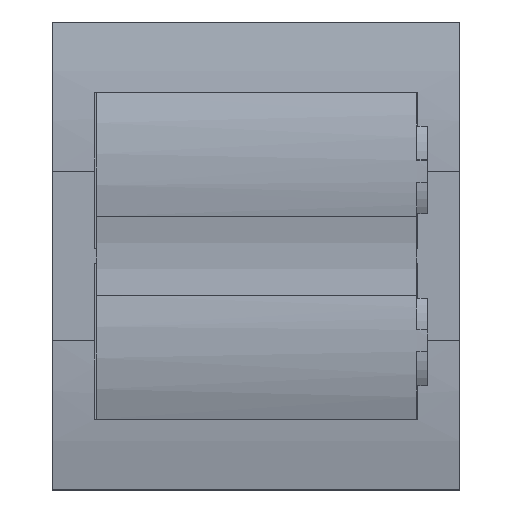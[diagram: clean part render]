
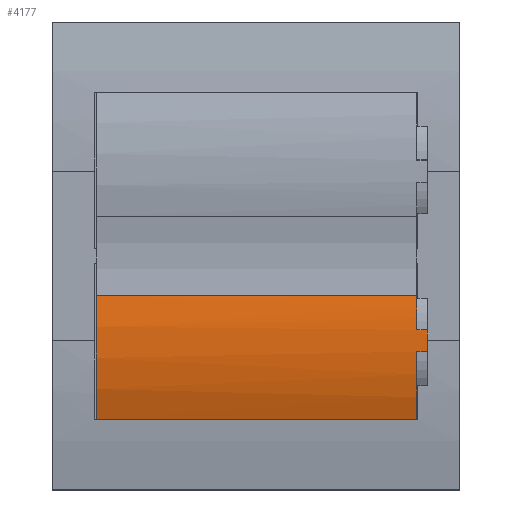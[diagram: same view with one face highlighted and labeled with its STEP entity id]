
A CAD part, top view. The second image highlights one B-rep face of the part: STEP entity #4177.
In plain terms, the highlighted cylindrical face has radius 168 mm (diameter 336 mm), a partial arc.
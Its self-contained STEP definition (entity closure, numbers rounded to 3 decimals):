
#3750=CARTESIAN_POINT('',(-118.1,-62.5,-161.749));
#3751=DIRECTION('',(1.,0.,0.));
#3752=DIRECTION('',(0.,0.198,0.98));
#3753=AXIS2_PLACEMENT_3D('',#3750,#3751,#3752);
#3804=CARTESIAN_POINT('',(118.1,-62.5,-161.749));
#3805=DIRECTION('',(1.,0.,0.));
#3806=DIRECTION('',(0.,-0.048,0.999));
#3807=AXIS2_PLACEMENT_3D('',#3804,#3805,#3806);
#3821=CARTESIAN_POINT('',(118.1,-62.5,-161.749));
#3822=DIRECTION('',(1.,0.,0.));
#3823=DIRECTION('',(0.,0.198,0.98));
#3824=AXIS2_PLACEMENT_3D('',#3821,#3822,#3823);
#3869=CARTESIAN_POINT('',(125.95,-62.5,-161.749));
#3870=DIRECTION('',(1.,0.,0.));
#3871=DIRECTION('',(0.,0.048,0.999));
#3872=AXIS2_PLACEMENT_3D('',#3869,#3870,#3871);
#3890=DIRECTION('',(1.,0.,0.));
#3891=VECTOR('',#3890,7.85);
#3892=CARTESIAN_POINT('',(118.1,-70.5,6.06));
#3893=LINE('',#3892,#3891);
#3894=DIRECTION('',(1.,0.,0.));
#3895=VECTOR('',#3894,7.85);
#3896=CARTESIAN_POINT('',(118.1,-54.5,6.06));
#3897=LINE('',#3896,#3895);
#3898=DIRECTION('',(1.,0.,0.));
#3899=VECTOR('',#3898,236.2);
#3900=CARTESIAN_POINT('',(-118.1,-29.23,2.923));
#3901=LINE('',#3900,#3899);
#3902=DIRECTION('',(1.,0.,0.));
#3903=VECTOR('',#3902,236.2);
#3904=CARTESIAN_POINT('',(-118.1,-120.35,-4.024));
#3905=LINE('',#3904,#3903);
#3922=CARTESIAN_POINT('',(-118.1,-29.23,2.923));
#3923=VERTEX_POINT('',#3922);
#3924=CARTESIAN_POINT('',(-118.1,-120.35,-4.024));
#3925=VERTEX_POINT('',#3924);
#3931=CARTESIAN_POINT('',(118.1,-29.23,2.923));
#3933=VERTEX_POINT('',#3931);
#3934=CARTESIAN_POINT('',(118.1,-120.35,-4.024));
#3936=VERTEX_POINT('',#3934);
#3951=CARTESIAN_POINT('',(125.95,-54.5,6.06));
#3953=VERTEX_POINT('',#3951);
#3954=CARTESIAN_POINT('',(125.95,-70.5,6.06));
#3955=VERTEX_POINT('',#3954);
#3967=CARTESIAN_POINT('',(118.1,-54.5,6.06));
#3969=VERTEX_POINT('',#3967);
#3970=CARTESIAN_POINT('',(118.1,-70.5,6.06));
#3972=VERTEX_POINT('',#3970);
#4160=CARTESIAN_POINT('',(-118.1,-62.5,-161.749));
#4161=DIRECTION('',(1.,0.,0.));
#4162=DIRECTION('',(0.,0.,-1.));
#4163=AXIS2_PLACEMENT_3D('',#4160,#4161,#4162);
#4164=CYLINDRICAL_SURFACE('',#4163,168.);
#4165=ORIENTED_EDGE('',*,*,#4043,.T.);
#4166=ORIENTED_EDGE('',*,*,#4129,.T.);
#4167=ORIENTED_EDGE('',*,*,#4090,.T.);
#4168=ORIENTED_EDGE('',*,*,#4153,.F.);
#4169=ORIENTED_EDGE('',*,*,#4035,.T.);
#4171=ORIENTED_EDGE('',*,*,#4170,.F.);
#4172=ORIENTED_EDGE('',*,*,#3983,.F.);
#4174=ORIENTED_EDGE('',*,*,#4173,.T.);
#4175=EDGE_LOOP('',(#4165,#4166,#4167,#4168,#4169,#4171,#4172,#4174));
#4176=FACE_OUTER_BOUND('',#4175,.F.);
#3754=CIRCLE('',#3753,168.);
#3808=CIRCLE('',#3807,168.);
#3825=CIRCLE('',#3824,168.);
#3873=CIRCLE('',#3872,168.);
#3983=EDGE_CURVE('',#3923,#3925,#3754,.T.);
#4035=EDGE_CURVE('',#3972,#3936,#3808,.T.);
#4043=EDGE_CURVE('',#3933,#3969,#3825,.T.);
#4090=EDGE_CURVE('',#3953,#3955,#3873,.T.);
#4129=EDGE_CURVE('',#3969,#3953,#3897,.T.);
#4153=EDGE_CURVE('',#3972,#3955,#3893,.T.);
#4170=EDGE_CURVE('',#3925,#3936,#3905,.T.);
#4173=EDGE_CURVE('',#3923,#3933,#3901,.T.);
#4177=ADVANCED_FACE('',(#4176),#4164,.T.);
